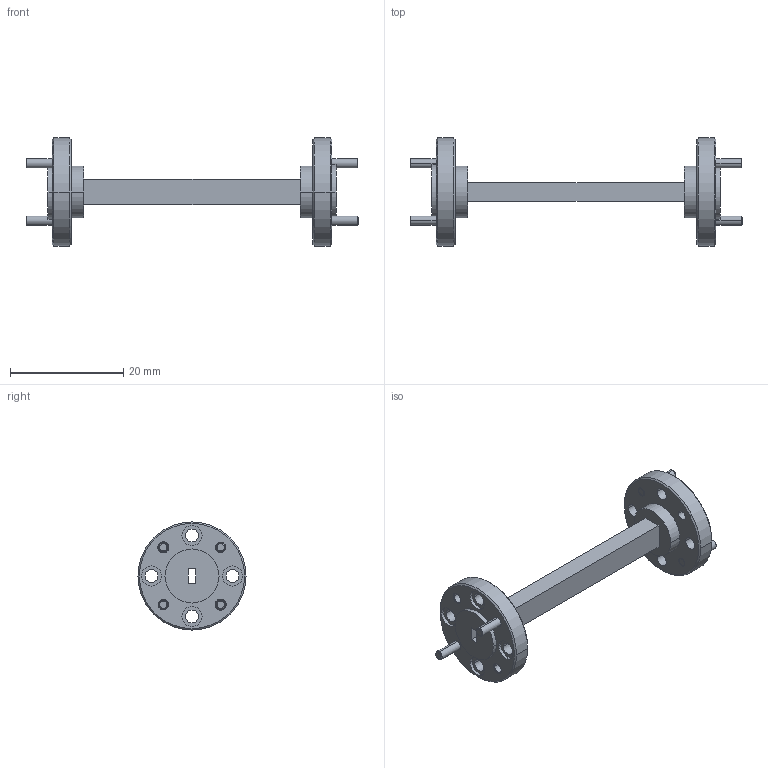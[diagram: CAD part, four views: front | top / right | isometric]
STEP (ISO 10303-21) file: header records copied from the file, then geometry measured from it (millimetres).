
FILE_DESCRIPTION (( 'STEP AP203' ), '1' );
FILE_NAME ('SWG-10020-FB.STEP', '2017-06-06T17:42:13', ( '' ), ( '' ), 'SwSTEP 2.0', 'SolidWorks 2013', '' );
FILE_SCHEMA (( 'CONFIG_CONTROL_DESIGN' ));
Length unit declared in the file: inch
Products named in the file (1): SWG-10020-FB
Bounding box: 58.55 x 19.05 x 19.05 mm (x, y, z)
Volume: 2571.4 mm3; surface area: 3035.9 mm2
Topology: 5 solids, 5 shells, 140 faces, 332 edges, 216 vertices
Faces by surface type: cylinder 68, cone 40, plane 32
Entity records: 4267 total; most frequent: DIRECTION 814, CARTESIAN_POINT 689, ORIENTED_EDGE 664, AXIS2_PLACEMENT_3D 341, EDGE_CURVE 332, VERTEX_POINT 216, CIRCLE 200, EDGE_LOOP 188
